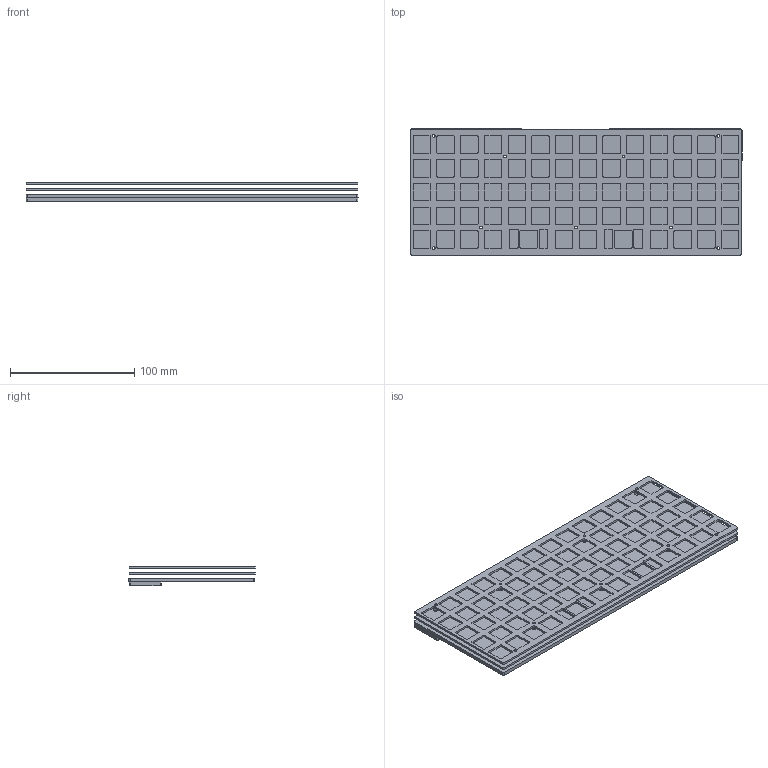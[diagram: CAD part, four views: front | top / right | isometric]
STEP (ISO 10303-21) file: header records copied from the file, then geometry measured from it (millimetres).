
FILE_DESCRIPTION(('Open CASCADE Model'),'2;1');
FILE_NAME('Open CASCADE Shape Model','2022-09-11T21:00:48',('Author'),( 'Open CASCADE'),'Open CASCADE STEP processor 7.5','Open CASCADE 7.5' ,'Unknown');
FILE_SCHEMA(('AUTOMOTIVE_DESIGN { 1 0 10303 214 1 1 1 1 }'));
Length unit declared in the file: millimetre
Products named in the file (11): CQ assembly; cf729e6c-3214-11ed-adba-52540033f8d7; cf729e6c-3214-11ed-adba-52540033f8d7_part; plate; plate_part; pcb; pcb_part; b1; b1_part; b2; b2_part
Assembly tree (10 placements, depth 4):
  CQ assembly
    cf729e6c-3214-11ed-adba-52540033f8d7
      cf729e6c-3214-11ed-adba-52540033f8d7_part
      plate
        plate_part
      pcb
        pcb_part
      b1
        b1_part
      b2
        b2_part
Bounding box: 266.81 x 101.3 x 15.6 mm (x, y, z)
Volume: 160992.7 mm3; surface area: 158063.2 mm2
Topology: 4 solids, 4 shells, 653 faces, 1935 edges, 1290 vertices
Faces by surface type: cylinder 335, plane 318
Full cylindrical faces by diameter (mm): 2.2 x22, 4 x9
Entity records: 46744 total; most frequent: CARTESIAN_POINT 9117, DIRECTION 6600, ORIENTED_EDGE 3870, PCURVE 3870, DEFINITIONAL_REPRESENTATION 3870, LINE 3293, VECTOR 3293, EDGE_CURVE 1935
